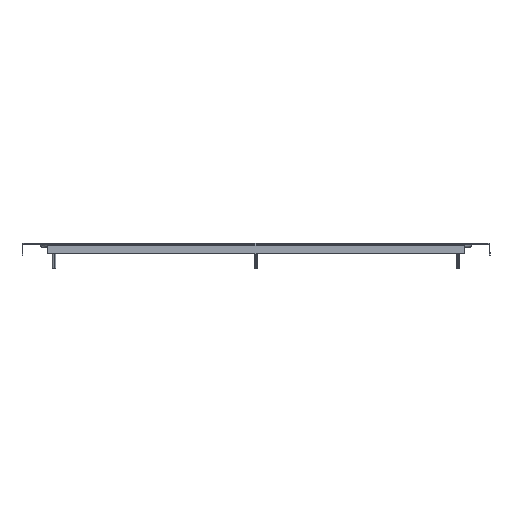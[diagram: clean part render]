
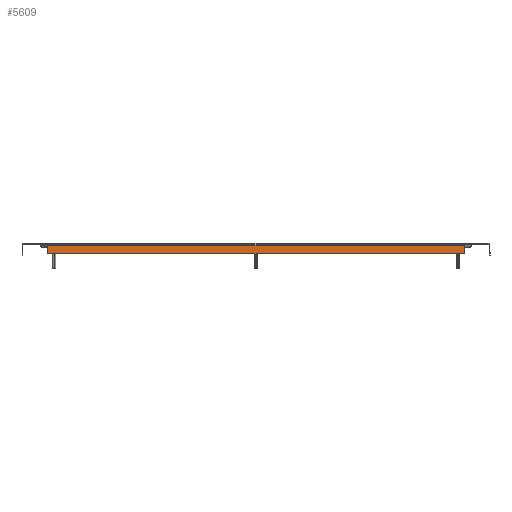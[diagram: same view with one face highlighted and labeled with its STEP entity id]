
A CAD part, front view. The second image highlights one B-rep face of the part: STEP entity #5609.
In plain terms, the highlighted planar face has unit normal (0, -1, 0).
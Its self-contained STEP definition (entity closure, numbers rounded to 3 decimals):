
#31 = PLANE ( 'NONE',  #5383 ) ;
#147 = LINE ( 'NONE', #5187, #4865 ) ;
#173 = CARTESIAN_POINT ( 'NONE',  ( -360., -1002.25, -1.3 ) ) ;
#188 = DIRECTION ( 'NONE',  ( 0., 0., 1. ) ) ;
#1048 = VERTEX_POINT ( 'NONE', #5424 ) ;
#1061 = VERTEX_POINT ( 'NONE', #2646 ) ;
#1154 = DIRECTION ( 'NONE',  ( 0., 0., 1. ) ) ;
#1226 = DIRECTION ( 'NONE',  ( 0., 0., -1. ) ) ;
#1578 = ORIENTED_EDGE ( 'NONE', *, *, #5821, .F. ) ;
#1743 = CARTESIAN_POINT ( 'NONE',  ( 0., -1002.25, 0. ) ) ;
#1763 = DIRECTION ( 'NONE',  ( 1., 0., 0. ) ) ;
#1968 = EDGE_CURVE ( 'NONE', #4531, #1048, #2515, .T. ) ;
#2222 = EDGE_CURVE ( 'NONE', #1048, #1061, #147, .T. ) ;
#2304 = VECTOR ( 'NONE', #1226, 1000. ) ;
#2348 = ORIENTED_EDGE ( 'NONE', *, *, #5664, .T. ) ;
#2363 = VECTOR ( 'NONE', #3066, 1000. ) ;
#2515 = LINE ( 'NONE', #3637, #2363 ) ;
#2553 = VECTOR ( 'NONE', #1763, 1000. ) ;
#2646 = CARTESIAN_POINT ( 'NONE',  ( 360., -1002.25, -1.3 ) ) ;
#2757 = CARTESIAN_POINT ( 'NONE',  ( -360., -1002.25, -16.5 ) ) ;
#3066 = DIRECTION ( 'NONE',  ( 1., 0., 0. ) ) ;
#3102 = CARTESIAN_POINT ( 'NONE',  ( 0., -1002.25, -1.3 ) ) ;
#3637 = CARTESIAN_POINT ( 'NONE',  ( 360., -1002.25, -16.5 ) ) ;
#3770 = EDGE_LOOP ( 'NONE', ( #1578, #2348, #7010, #7052 ) ) ;
#3946 = FACE_OUTER_BOUND ( 'NONE', #3770, .T. ) ;
#4531 = VERTEX_POINT ( 'NONE', #2757 ) ;
#4865 = VECTOR ( 'NONE', #188, 1000. ) ;
#5187 = CARTESIAN_POINT ( 'NONE',  ( 360., -1002.25, 0. ) ) ;
#5262 = LINE ( 'NONE', #5836, #2304 ) ;
#5383 = AXIS2_PLACEMENT_3D ( 'NONE', #1743, #6241, #1154 ) ;
#5393 = LINE ( 'NONE', #3102, #2553 ) ;
#5424 = CARTESIAN_POINT ( 'NONE',  ( 360., -1002.25, -16.5 ) ) ;
#5609 = ADVANCED_FACE ( 'NONE', ( #3946 ), #31, .F. ) ;
#5664 = EDGE_CURVE ( 'NONE', #7193, #4531, #5262, .T. ) ;
#5821 = EDGE_CURVE ( 'NONE', #7193, #1061, #5393, .T. ) ;
#5836 = CARTESIAN_POINT ( 'NONE',  ( -360., -1002.25, -16.5 ) ) ;
#6241 = DIRECTION ( 'NONE',  ( 0., 1., 0. ) ) ;
#7010 = ORIENTED_EDGE ( 'NONE', *, *, #1968, .T. ) ;
#7052 = ORIENTED_EDGE ( 'NONE', *, *, #2222, .T. ) ;
#7193 = VERTEX_POINT ( 'NONE', #173 ) ;
